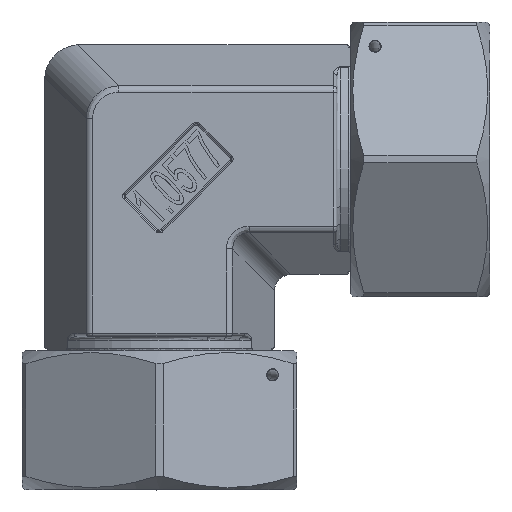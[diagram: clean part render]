
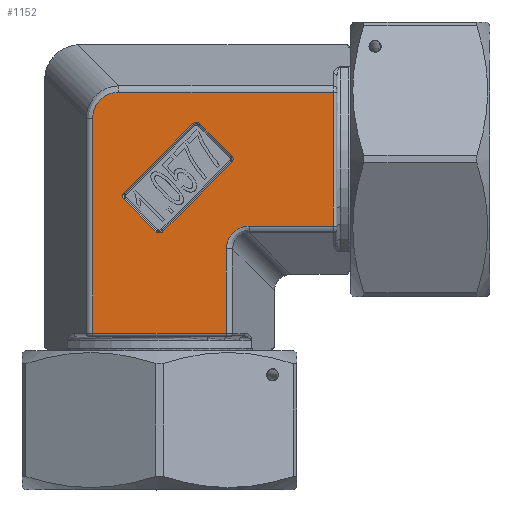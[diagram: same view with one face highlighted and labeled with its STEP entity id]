
A CAD part, top view. The second image highlights one B-rep face of the part: STEP entity #1152.
In plain terms, the highlighted planar face has unit normal (0, 0, 1).
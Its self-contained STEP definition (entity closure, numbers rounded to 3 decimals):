
#152=ELLIPSE('',#5000,7.873,7.);
#153=ELLIPSE('',#5001,8.998,8.);
#185=PLANE('',#5002);
#690=LINE('',#7486,#912);
#691=LINE('',#7491,#913);
#692=LINE('',#7495,#914);
#693=LINE('',#7499,#915);
#694=LINE('',#7502,#916);
#695=LINE('',#7505,#917);
#696=LINE('',#7507,#918);
#697=LINE('',#7511,#919);
#698=LINE('',#7513,#920);
#699=LINE('',#7515,#921);
#912=VECTOR('',#5602,1.);
#913=VECTOR('',#5605,1.);
#914=VECTOR('',#5608,1.);
#915=VECTOR('',#5611,1.);
#916=VECTOR('',#5614,1.);
#917=VECTOR('',#5615,1.);
#918=VECTOR('',#5616,1.);
#919=VECTOR('',#5619,1.);
#920=VECTOR('',#5620,1.);
#921=VECTOR('',#5621,1.);
#1152=ADVANCED_FACE('',(#1723,#1724),#185,.T.);
#1723=FACE_BOUND('',#1857,.T.);
#1724=FACE_BOUND('',#1858,.T.);
#1857=EDGE_LOOP('',(#2389,#2390,#2391,#2392,#2393,#2394,#2395,#2396));
#1858=EDGE_LOOP('',(#2397,#2398,#2399,#2400,#2401,#2402,#2403,#2404));
#2389=ORIENTED_EDGE('',*,*,#4171,.T.);
#2390=ORIENTED_EDGE('',*,*,#4172,.T.);
#2391=ORIENTED_EDGE('',*,*,#4173,.T.);
#2392=ORIENTED_EDGE('',*,*,#4174,.T.);
#2393=ORIENTED_EDGE('',*,*,#4175,.T.);
#2394=ORIENTED_EDGE('',*,*,#4176,.T.);
#2395=ORIENTED_EDGE('',*,*,#4177,.T.);
#2396=ORIENTED_EDGE('',*,*,#4178,.T.);
#2397=ORIENTED_EDGE('',*,*,#4179,.F.);
#2398=ORIENTED_EDGE('',*,*,#4180,.T.);
#2399=ORIENTED_EDGE('',*,*,#4181,.T.);
#2400=ORIENTED_EDGE('',*,*,#4182,.T.);
#2401=ORIENTED_EDGE('',*,*,#4183,.T.);
#2402=ORIENTED_EDGE('',*,*,#4184,.T.);
#2403=ORIENTED_EDGE('',*,*,#4185,.T.);
#2404=ORIENTED_EDGE('',*,*,#4186,.F.);
#3695=VERTEX_POINT('',#7487);
#3696=VERTEX_POINT('',#7488);
#3697=VERTEX_POINT('',#7490);
#3698=VERTEX_POINT('',#7492);
#3699=VERTEX_POINT('',#7494);
#3700=VERTEX_POINT('',#7496);
#3701=VERTEX_POINT('',#7498);
#3702=VERTEX_POINT('',#7500);
#3703=VERTEX_POINT('',#7503);
#3704=VERTEX_POINT('',#7504);
#3705=VERTEX_POINT('',#7506);
#3706=VERTEX_POINT('',#7508);
#3707=VERTEX_POINT('',#7510);
#3708=VERTEX_POINT('',#7512);
#3709=VERTEX_POINT('',#7514);
#3710=VERTEX_POINT('',#7516);
#4171=EDGE_CURVE('',#3695,#3696,#690,.T.);
#4172=EDGE_CURVE('',#3696,#3697,#4746,.T.);
#4173=EDGE_CURVE('',#3697,#3698,#691,.T.);
#4174=EDGE_CURVE('',#3698,#3699,#4747,.T.);
#4175=EDGE_CURVE('',#3699,#3700,#692,.T.);
#4176=EDGE_CURVE('',#3700,#3701,#4748,.T.);
#4177=EDGE_CURVE('',#3701,#3702,#693,.T.);
#4178=EDGE_CURVE('',#3702,#3695,#4749,.T.);
#4179=EDGE_CURVE('',#3703,#3704,#694,.T.);
#4180=EDGE_CURVE('',#3703,#3705,#695,.T.);
#4181=EDGE_CURVE('',#3705,#3706,#696,.T.);
#4182=EDGE_CURVE('',#3706,#3707,#152,.T.);
#4183=EDGE_CURVE('',#3707,#3708,#697,.T.);
#4184=EDGE_CURVE('',#3708,#3709,#698,.T.);
#4185=EDGE_CURVE('',#3709,#3710,#699,.T.);
#4186=EDGE_CURVE('',#3704,#3710,#153,.T.);
#4746=CIRCLE('',#4996,1.4);
#4747=CIRCLE('',#4997,1.4);
#4748=CIRCLE('',#4998,1.4);
#4749=CIRCLE('',#4999,1.4);
#4996=AXIS2_PLACEMENT_3D('',#7489,#5603,#5604);
#4997=AXIS2_PLACEMENT_3D('',#7493,#5606,#5607);
#4998=AXIS2_PLACEMENT_3D('',#7497,#5609,#5610);
#4999=AXIS2_PLACEMENT_3D('',#7501,#5612,#5613);
#5000=AXIS2_PLACEMENT_3D('',#7509,#5617,#5618);
#5001=AXIS2_PLACEMENT_3D('',#7517,#5622,#5623);
#5002=AXIS2_PLACEMENT_3D('',#7518,#5624,#5625);
#5602=DIRECTION('',(-0.707,-0.707,0.));
#5603=DIRECTION('',(0.,0.,-1.));
#5604=DIRECTION('',(1.,0.,0.));
#5605=DIRECTION('',(-0.707,0.707,0.));
#5606=DIRECTION('',(0.,0.,-1.));
#5607=DIRECTION('',(1.,0.,0.));
#5608=DIRECTION('',(0.707,0.707,0.));
#5609=DIRECTION('',(0.,0.,-1.));
#5610=DIRECTION('',(1.,0.,0.));
#5611=DIRECTION('',(0.707,-0.707,0.));
#5612=DIRECTION('',(0.,0.,-1.));
#5613=DIRECTION('',(1.,0.,0.));
#5614=DIRECTION('',(0.,1.,0.));
#5615=DIRECTION('',(1.,0.,0.));
#5616=DIRECTION('',(0.,1.,0.));
#5617=DIRECTION('',(0.,0.,-1.));
#5618=DIRECTION('',(0.707,-0.707,0.));
#5619=DIRECTION('',(1.,0.,0.));
#5620=DIRECTION('',(0.,1.,0.));
#5621=DIRECTION('',(-1.,0.,0.));
#5622=DIRECTION('',(0.,0.,-1.));
#5623=DIRECTION('',(-0.707,0.707,0.));
#5624=DIRECTION('',(0.,0.,1.));
#5625=DIRECTION('',(1.,0.,0.));
#7486=CARTESIAN_POINT('',(0.264,-21.478,35.));
#7487=CARTESIAN_POINT('',(20.771,-0.972,35.));
#7488=CARTESIAN_POINT('',(0.972,-20.771,35.));
#7489=CARTESIAN_POINT('',(-0.018,-19.781,35.));
#7490=CARTESIAN_POINT('',(-1.008,-20.771,35.));
#7491=CARTESIAN_POINT('',(-10.908,-10.871,35.));
#7492=CARTESIAN_POINT('',(-10.201,-11.578,35.));
#7493=CARTESIAN_POINT('',(-9.211,-10.588,35.));
#7494=CARTESIAN_POINT('',(-10.201,-9.598,35.));
#7495=CARTESIAN_POINT('',(10.305,10.908,35.));
#7496=CARTESIAN_POINT('',(9.598,10.201,35.));
#7497=CARTESIAN_POINT('',(10.588,9.211,35.));
#7498=CARTESIAN_POINT('',(11.578,10.201,35.));
#7499=CARTESIAN_POINT('',(21.478,0.301,35.));
#7500=CARTESIAN_POINT('',(20.771,1.008,35.));
#7501=CARTESIAN_POINT('',(19.781,0.018,35.));
#7502=CARTESIAN_POINT('',(-19.225,20.625,35.));
#7503=CARTESIAN_POINT('',(-19.225,-50.,35.));
#7504=CARTESIAN_POINT('',(-19.225,11.707,35.));
#7505=CARTESIAN_POINT('',(15.187,-50.,35.));
#7506=CARTESIAN_POINT('',(19.225,-50.,35.));
#7507=CARTESIAN_POINT('',(19.225,20.625,35.));
#7508=CARTESIAN_POINT('',(19.225,-25.802,35.));
#7509=CARTESIAN_POINT('',(26.674,-26.674,35.));
#7510=CARTESIAN_POINT('',(25.802,-19.225,35.));
#7511=CARTESIAN_POINT('',(15.187,-19.225,35.));
#7512=CARTESIAN_POINT('',(50.,-19.225,35.));
#7513=CARTESIAN_POINT('',(50.,19.225,35.));
#7514=CARTESIAN_POINT('',(50.,19.225,35.));
#7515=CARTESIAN_POINT('',(15.187,19.225,35.));
#7516=CARTESIAN_POINT('',(-11.707,19.225,35.));
#7517=CARTESIAN_POINT('',(-10.711,10.711,35.));
#7518=CARTESIAN_POINT('',(15.187,20.625,35.));
